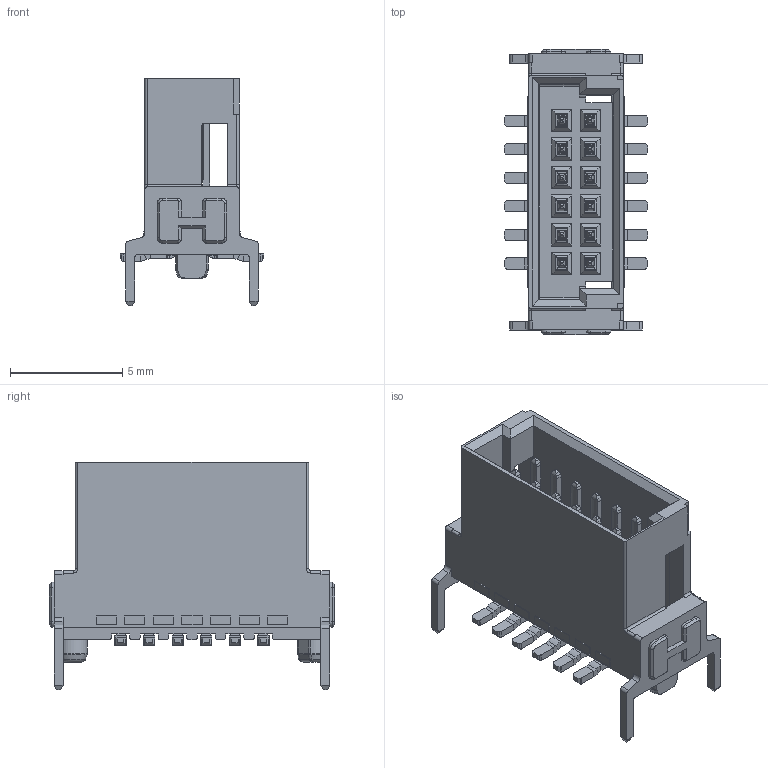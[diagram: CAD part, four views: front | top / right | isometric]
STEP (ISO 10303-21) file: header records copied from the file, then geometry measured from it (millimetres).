
FILE_DESCRIPTION(/* description */ (''),/* implementation_level */ '2;1');
FILE_NAME(/* name */ '100632268ugm000_b.stp',/* time_stamp */ '2020-05-29T12:16:30+02:00',/* author */ (''),/* organization */ (''),/* preprocessor_version */ 'ST-DEVELOPER v16.7',/* originating_system */ 'SIEMENS PLM Software NX 12.0',/* authorisation */ '');
FILE_SCHEMA (('AUTOMOTIVE_DESIGN { 1 0 10303 214 3 1 1 1 }'));
Length unit declared in the file: millimetre
Products named in the file (1): 100632268ugm000_b
Bounding box: 6.4 x 12.7 x 10.11 mm (x, y, z)
Volume: 204 mm3; surface area: 715 mm2
Topology: 1 solids, 13 shells, 1415 faces, 3794 edges, 2411 vertices
Faces by surface type: plane 957, cylinder 339, bspline 80, cone 21, torus 10, sphere 8
Entity records: 50667 total; most frequent: CARTESIAN_POINT 11198, ORIENTED_EDGE 7580, DIRECTION 6298, EDGE_CURVE 3790, LINE 2656, VECTOR 2656, VERTEX_POINT 2410, AXIS2_PLACEMENT_3D 1821
